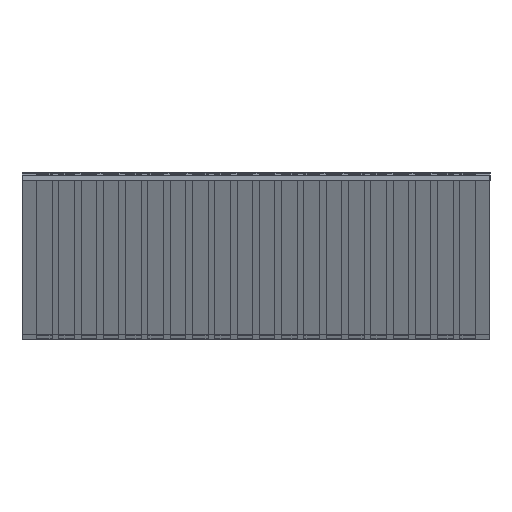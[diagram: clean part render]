
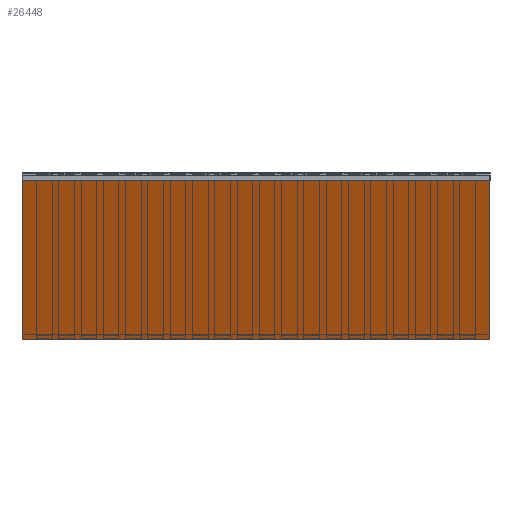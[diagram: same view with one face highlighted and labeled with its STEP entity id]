
A CAD part, left-side view. The second image highlights one B-rep face of the part: STEP entity #26448.
In plain terms, the highlighted planar face has unit normal (-0.911, 0, -0.412).
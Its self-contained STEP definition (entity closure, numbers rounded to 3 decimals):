
#1391=ORIENTED_EDGE('',*,*,#6987,.T.);
#1392=ORIENTED_EDGE('',*,*,#6975,.F.);
#1393=ORIENTED_EDGE('',*,*,#6988,.F.);
#1394=ORIENTED_EDGE('',*,*,#6984,.T.);
#6975=EDGE_CURVE('',#9732,#9731,#11689,.T.);
#6984=EDGE_CURVE('',#9739,#9738,#11697,.T.);
#6987=EDGE_CURVE('',#9738,#9731,#11699,.T.);
#6988=EDGE_CURVE('',#9739,#9732,#11700,.T.);
#9731=VERTEX_POINT('',#33665);
#9732=VERTEX_POINT('',#33667);
#9738=VERTEX_POINT('',#33690);
#9739=VERTEX_POINT('',#33692);
#11689=LINE('',#33668,#14517);
#11697=LINE('',#33691,#14525);
#11699=LINE('',#33700,#14527);
#11700=LINE('',#33701,#14528);
#14517=VECTOR('',#28740,1000.);
#14525=VECTOR('',#28758,1000.);
#14527=VECTOR('',#28762,1000.);
#14528=VECTOR('',#28763,1000.);
#17045=EDGE_LOOP('',(#1391,#1392,#1393,#1394));
#17985=FACE_BOUND('',#17045,.T.);
#18925=PLANE('',#27395);
#26448=ADVANCED_FACE('',(#17985),#18925,.F.);
#27395=AXIS2_PLACEMENT_3D('',#33699,#28760,#28761);
#28740=DIRECTION('',(0.,-1.,0.));
#28758=DIRECTION('',(0.,-1.,0.));
#28760=DIRECTION('',(0.911,0.,0.412));
#28761=DIRECTION('',(0.412,0.,-0.911));
#28762=DIRECTION('',(-0.412,0.,0.911));
#28763=DIRECTION('',(-0.412,0.,0.911));
#33665=CARTESIAN_POINT('',(35.04,0.,-0.167));
#33667=CARTESIAN_POINT('',(35.04,21.,-0.167));
#33668=CARTESIAN_POINT('',(35.04,21.,-0.167));
#33690=CARTESIAN_POINT('',(38.337,0.,-7.457));
#33691=CARTESIAN_POINT('',(38.337,21.,-7.457));
#33692=CARTESIAN_POINT('',(38.337,21.,-7.457));
#33699=CARTESIAN_POINT('',(35.04,21.,-0.167));
#33700=CARTESIAN_POINT('',(35.04,0.,-0.167));
#33701=CARTESIAN_POINT('',(35.04,21.,-0.167));
